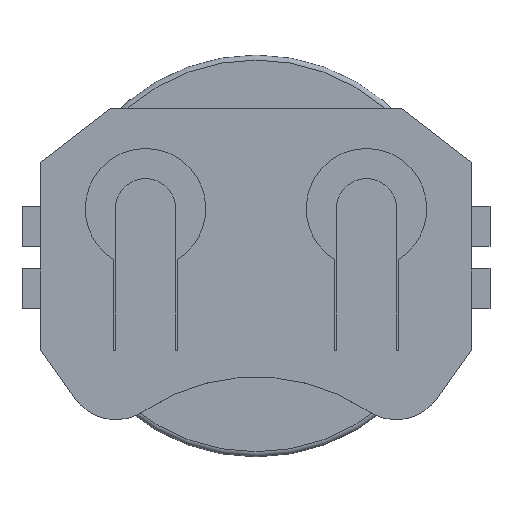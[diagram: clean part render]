
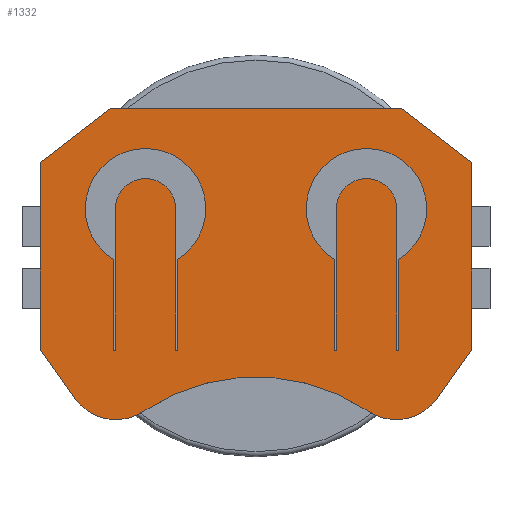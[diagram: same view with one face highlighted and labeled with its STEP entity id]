
A CAD part, top view. The second image highlights one B-rep face of the part: STEP entity #1332.
In plain terms, the highlighted planar face has unit normal (0, 0, 1).
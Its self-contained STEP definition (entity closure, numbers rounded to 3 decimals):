
#20=FACE_BOUND('',#546,.T.);
#21=FACE_BOUND('',#547,.T.);
#79=PLANE('',#1454);
#188=LINE('',#2100,#340);
#190=LINE('',#2104,#342);
#192=LINE('',#2108,#344);
#195=LINE('',#2116,#347);
#197=LINE('',#2120,#349);
#199=LINE('',#2124,#351);
#202=LINE('',#2132,#354);
#204=LINE('',#2136,#356);
#206=LINE('',#2140,#358);
#209=LINE('',#2148,#361);
#211=LINE('',#2152,#363);
#213=LINE('',#2156,#365);
#216=LINE('',#2164,#368);
#221=LINE('',#2180,#373);
#223=LINE('',#2184,#375);
#225=LINE('',#2188,#377);
#227=LINE('',#2192,#379);
#229=LINE('',#2196,#381);
#231=LINE('',#2199,#383);
#340=VECTOR('',#1713,10.);
#342=VECTOR('',#1717,10.);
#344=VECTOR('',#1721,10.);
#347=VECTOR('',#1730,10.);
#349=VECTOR('',#1734,10.);
#351=VECTOR('',#1738,10.);
#354=VECTOR('',#1747,10.);
#356=VECTOR('',#1751,10.);
#358=VECTOR('',#1755,10.);
#361=VECTOR('',#1764,10.);
#363=VECTOR('',#1768,10.);
#365=VECTOR('',#1772,10.);
#368=VECTOR('',#1781,10.);
#373=VECTOR('',#1800,10.);
#375=VECTOR('',#1804,10.);
#377=VECTOR('',#1808,10.);
#379=VECTOR('',#1812,10.);
#381=VECTOR('',#1816,10.);
#383=VECTOR('',#1820,10.);
#469=FACE_OUTER_BOUND('',#545,.T.);
#545=EDGE_LOOP('',(#1232,#1233,#1234,#1235,#1236,#1237,#1238,#1239,#1240,
#1241));
#546=EDGE_LOOP('',(#1242,#1243,#1244,#1245,#1246,#1247,#1248,#1249));
#547=EDGE_LOOP('',(#1250,#1251,#1252,#1253,#1254,#1255,#1256,#1257));
#575=CIRCLE('',#1425,1.5);
#576=CIRCLE('',#1430,3.);
#577=CIRCLE('',#1435,1.5);
#578=CIRCLE('',#1440,3.);
#579=CIRCLE('',#1443,2.5);
#580=CIRCLE('',#1445,10.);
#581=CIRCLE('',#1447,2.5);
#674=VERTEX_POINT('',#2097);
#675=VERTEX_POINT('',#2099);
#676=VERTEX_POINT('',#2103);
#677=VERTEX_POINT('',#2107);
#678=VERTEX_POINT('',#2111);
#679=VERTEX_POINT('',#2115);
#680=VERTEX_POINT('',#2119);
#681=VERTEX_POINT('',#2123);
#682=VERTEX_POINT('',#2129);
#683=VERTEX_POINT('',#2131);
#684=VERTEX_POINT('',#2135);
#685=VERTEX_POINT('',#2139);
#686=VERTEX_POINT('',#2143);
#687=VERTEX_POINT('',#2147);
#688=VERTEX_POINT('',#2151);
#689=VERTEX_POINT('',#2155);
#690=VERTEX_POINT('',#2161);
#691=VERTEX_POINT('',#2163);
#692=VERTEX_POINT('',#2167);
#693=VERTEX_POINT('',#2171);
#694=VERTEX_POINT('',#2175);
#695=VERTEX_POINT('',#2179);
#696=VERTEX_POINT('',#2183);
#697=VERTEX_POINT('',#2187);
#698=VERTEX_POINT('',#2191);
#699=VERTEX_POINT('',#2195);
#835=EDGE_CURVE('',#675,#674,#188,.T.);
#837=EDGE_CURVE('',#676,#675,#190,.T.);
#839=EDGE_CURVE('',#677,#676,#192,.T.);
#841=EDGE_CURVE('',#678,#677,#575,.T.);
#843=EDGE_CURVE('',#679,#678,#195,.T.);
#845=EDGE_CURVE('',#680,#679,#197,.T.);
#847=EDGE_CURVE('',#681,#680,#199,.T.);
#849=EDGE_CURVE('',#674,#681,#576,.T.);
#851=EDGE_CURVE('',#683,#682,#202,.T.);
#853=EDGE_CURVE('',#684,#683,#204,.T.);
#855=EDGE_CURVE('',#685,#684,#206,.T.);
#857=EDGE_CURVE('',#686,#685,#577,.T.);
#859=EDGE_CURVE('',#687,#686,#209,.T.);
#861=EDGE_CURVE('',#688,#687,#211,.T.);
#863=EDGE_CURVE('',#689,#688,#213,.T.);
#865=EDGE_CURVE('',#682,#689,#578,.T.);
#867=EDGE_CURVE('',#691,#690,#216,.T.);
#869=EDGE_CURVE('',#692,#691,#579,.T.);
#871=EDGE_CURVE('',#693,#692,#580,.T.);
#873=EDGE_CURVE('',#694,#693,#581,.T.);
#875=EDGE_CURVE('',#695,#694,#221,.T.);
#877=EDGE_CURVE('',#696,#695,#223,.T.);
#879=EDGE_CURVE('',#697,#696,#225,.T.);
#881=EDGE_CURVE('',#698,#697,#227,.T.);
#883=EDGE_CURVE('',#699,#698,#229,.T.);
#885=EDGE_CURVE('',#690,#699,#231,.T.);
#1232=ORIENTED_EDGE('',*,*,#885,.T.);
#1233=ORIENTED_EDGE('',*,*,#883,.T.);
#1234=ORIENTED_EDGE('',*,*,#881,.T.);
#1235=ORIENTED_EDGE('',*,*,#879,.T.);
#1236=ORIENTED_EDGE('',*,*,#877,.T.);
#1237=ORIENTED_EDGE('',*,*,#875,.T.);
#1238=ORIENTED_EDGE('',*,*,#873,.T.);
#1239=ORIENTED_EDGE('',*,*,#871,.T.);
#1240=ORIENTED_EDGE('',*,*,#869,.T.);
#1241=ORIENTED_EDGE('',*,*,#867,.T.);
#1242=ORIENTED_EDGE('',*,*,#865,.T.);
#1243=ORIENTED_EDGE('',*,*,#863,.T.);
#1244=ORIENTED_EDGE('',*,*,#861,.T.);
#1245=ORIENTED_EDGE('',*,*,#859,.T.);
#1246=ORIENTED_EDGE('',*,*,#857,.T.);
#1247=ORIENTED_EDGE('',*,*,#855,.T.);
#1248=ORIENTED_EDGE('',*,*,#853,.T.);
#1249=ORIENTED_EDGE('',*,*,#851,.T.);
#1250=ORIENTED_EDGE('',*,*,#849,.T.);
#1251=ORIENTED_EDGE('',*,*,#847,.T.);
#1252=ORIENTED_EDGE('',*,*,#845,.T.);
#1253=ORIENTED_EDGE('',*,*,#843,.T.);
#1254=ORIENTED_EDGE('',*,*,#841,.T.);
#1255=ORIENTED_EDGE('',*,*,#839,.T.);
#1256=ORIENTED_EDGE('',*,*,#837,.T.);
#1257=ORIENTED_EDGE('',*,*,#835,.T.);
#1332=ADVANCED_FACE('',(#469,#20,#21),#79,.T.);
#1425=AXIS2_PLACEMENT_3D('',#2112,#1725,#1726);
#1430=AXIS2_PLACEMENT_3D('',#2127,#1742,#1743);
#1435=AXIS2_PLACEMENT_3D('',#2144,#1759,#1760);
#1440=AXIS2_PLACEMENT_3D('',#2159,#1776,#1777);
#1443=AXIS2_PLACEMENT_3D('',#2168,#1785,#1786);
#1445=AXIS2_PLACEMENT_3D('',#2172,#1790,#1791);
#1447=AXIS2_PLACEMENT_3D('',#2176,#1795,#1796);
#1454=AXIS2_PLACEMENT_3D('',#2200,#1821,#1822);
#1713=DIRECTION('',(0.,1.,0.));
#1717=DIRECTION('',(-1.,0.,0.));
#1721=DIRECTION('',(0.,-1.,0.));
#1725=DIRECTION('center_axis',(0.,0.,1.));
#1726=DIRECTION('ref_axis',(1.,0.,0.));
#1730=DIRECTION('',(0.,1.,0.));
#1734=DIRECTION('',(-1.,0.,0.));
#1738=DIRECTION('',(0.,-1.,0.));
#1742=DIRECTION('center_axis',(0.,0.,-1.));
#1743=DIRECTION('ref_axis',(0.533,-0.846,0.));
#1747=DIRECTION('',(0.,1.,0.));
#1751=DIRECTION('',(-1.,0.,0.));
#1755=DIRECTION('',(0.,-1.,0.));
#1759=DIRECTION('center_axis',(0.,0.,1.));
#1760=DIRECTION('ref_axis',(1.,0.,0.));
#1764=DIRECTION('',(0.,1.,0.));
#1768=DIRECTION('',(-1.,0.,0.));
#1772=DIRECTION('',(0.,-1.,0.));
#1776=DIRECTION('center_axis',(0.,0.,-1.));
#1777=DIRECTION('ref_axis',(0.533,-0.846,0.));
#1781=DIRECTION('',(0.579,0.816,0.));
#1785=DIRECTION('center_axis',(0.,0.,1.));
#1786=DIRECTION('ref_axis',(-0.558,-0.83,0.));
#1790=DIRECTION('center_axis',(0.,0.,-1.));
#1791=DIRECTION('ref_axis',(0.558,0.83,0.));
#1795=DIRECTION('center_axis',(0.,0.,1.));
#1796=DIRECTION('ref_axis',(-0.816,-0.579,0.));
#1800=DIRECTION('',(0.579,-0.816,0.));
#1804=DIRECTION('',(0.,-1.,0.));
#1808=DIRECTION('',(-0.792,-0.611,0.));
#1812=DIRECTION('',(-1.,0.,0.));
#1816=DIRECTION('',(-0.792,0.611,0.));
#1820=DIRECTION('',(0.,1.,0.));
#1821=DIRECTION('center_axis',(0.,0.,1.));
#1822=DIRECTION('ref_axis',(-1.,0.,0.));
#2097=CARTESIAN_POINT('',(3.9,-0.188,3.45));
#2099=CARTESIAN_POINT('',(3.9,-4.688,3.45));
#2100=CARTESIAN_POINT('',(3.9,-0.188,3.45));
#2103=CARTESIAN_POINT('',(4.,-4.688,3.45));
#2104=CARTESIAN_POINT('',(3.9,-4.688,3.45));
#2107=CARTESIAN_POINT('',(4.,2.35,3.45));
#2108=CARTESIAN_POINT('',(4.,-4.688,3.45));
#2111=CARTESIAN_POINT('',(7.,2.35,3.45));
#2112=CARTESIAN_POINT('Origin',(5.5,2.35,3.45));
#2115=CARTESIAN_POINT('',(7.,-4.688,3.45));
#2116=CARTESIAN_POINT('',(7.,-4.688,3.45));
#2119=CARTESIAN_POINT('',(7.1,-4.688,3.45));
#2120=CARTESIAN_POINT('',(7.1,-4.688,3.45));
#2123=CARTESIAN_POINT('',(7.1,-0.188,3.45));
#2124=CARTESIAN_POINT('',(7.1,-0.188,3.45));
#2127=CARTESIAN_POINT('Origin',(5.5,2.35,3.45));
#2129=CARTESIAN_POINT('',(-7.1,-0.188,3.45));
#2131=CARTESIAN_POINT('',(-7.1,-4.688,3.45));
#2132=CARTESIAN_POINT('',(-7.1,-0.188,3.45));
#2135=CARTESIAN_POINT('',(-7.,-4.688,3.45));
#2136=CARTESIAN_POINT('',(-7.1,-4.688,3.45));
#2139=CARTESIAN_POINT('',(-7.,2.35,3.45));
#2140=CARTESIAN_POINT('',(-7.,-4.688,3.45));
#2143=CARTESIAN_POINT('',(-4.,2.35,3.45));
#2144=CARTESIAN_POINT('Origin',(-5.5,2.35,3.45));
#2147=CARTESIAN_POINT('',(-4.,-4.688,3.45));
#2148=CARTESIAN_POINT('',(-4.,-4.688,3.45));
#2151=CARTESIAN_POINT('',(-3.9,-4.688,3.45));
#2152=CARTESIAN_POINT('',(-3.9,-4.688,3.45));
#2155=CARTESIAN_POINT('',(-3.9,-0.188,3.45));
#2156=CARTESIAN_POINT('',(-3.9,-0.188,3.45));
#2159=CARTESIAN_POINT('Origin',(-5.5,2.35,3.45));
#2161=CARTESIAN_POINT('',(10.75,-4.65,3.45));
#2163=CARTESIAN_POINT('',(9.014,-7.097,3.45));
#2164=CARTESIAN_POINT('',(10.75,-4.65,3.45));
#2167=CARTESIAN_POINT('',(5.58,-7.725,3.45));
#2168=CARTESIAN_POINT('Origin',(6.975,-5.65,3.45));
#2171=CARTESIAN_POINT('',(-5.58,-7.725,3.45));
#2172=CARTESIAN_POINT('Origin',(0.,-16.023,
3.45));
#2175=CARTESIAN_POINT('',(-9.014,-7.097,3.45));
#2176=CARTESIAN_POINT('Origin',(-6.975,-5.65,3.45));
#2179=CARTESIAN_POINT('',(-10.75,-4.65,3.45));
#2180=CARTESIAN_POINT('',(-10.75,-4.65,3.45));
#2183=CARTESIAN_POINT('',(-10.75,4.65,3.45));
#2184=CARTESIAN_POINT('',(-10.75,-4.65,3.45));
#2187=CARTESIAN_POINT('',(-7.253,7.35,3.45));
#2188=CARTESIAN_POINT('',(-10.75,4.65,3.45));
#2191=CARTESIAN_POINT('',(7.253,7.35,3.45));
#2192=CARTESIAN_POINT('',(7.253,7.35,3.45));
#2195=CARTESIAN_POINT('',(10.75,4.65,3.45));
#2196=CARTESIAN_POINT('',(10.75,4.65,3.45));
#2199=CARTESIAN_POINT('',(10.75,-4.65,3.45));
#2200=CARTESIAN_POINT('Origin',(0.,-0.4,3.45));
